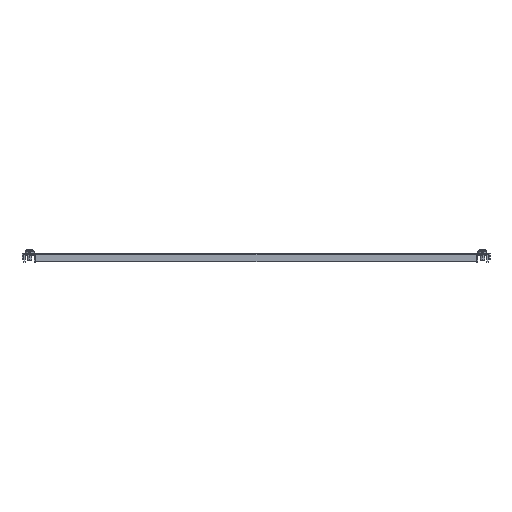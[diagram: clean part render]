
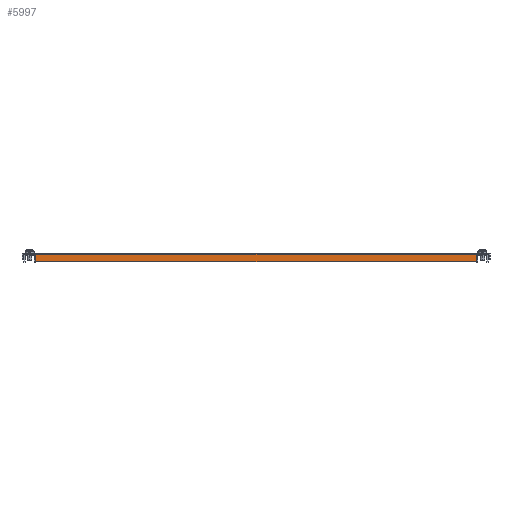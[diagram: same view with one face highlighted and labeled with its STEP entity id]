
A CAD part, left-side view. The second image highlights one B-rep face of the part: STEP entity #5997.
In plain terms, the highlighted planar face has unit normal (-1, 0, 0).
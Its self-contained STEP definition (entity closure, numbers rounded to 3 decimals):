
#117 = VECTOR ( 'NONE', #384, 1000. ) ;
#384 = DIRECTION ( 'NONE',  ( 0., 1., 0. ) ) ;
#409 = VECTOR ( 'NONE', #3146, 1000. ) ;
#467 = EDGE_CURVE ( 'NONE', #6251, #3657, #6517, .T. ) ;
#564 = DIRECTION ( 'NONE',  ( 0., 0., -1. ) ) ;
#893 = VERTEX_POINT ( 'NONE', #2177 ) ;
#901 = CARTESIAN_POINT ( 'NONE',  ( -420., 191.5, 11.5 ) ) ;
#1207 = DIRECTION ( 'NONE',  ( 1., 0., 0. ) ) ;
#1256 = PLANE ( 'NONE',  #4806 ) ;
#1276 = VECTOR ( 'NONE', #2137, 1000. ) ;
#1445 = CARTESIAN_POINT ( 'NONE',  ( -420., 191.5, 11.5 ) ) ;
#1867 = ORIENTED_EDGE ( 'NONE', *, *, #4356, .T. ) ;
#2137 = DIRECTION ( 'NONE',  ( 0., 0., 1. ) ) ;
#2177 = CARTESIAN_POINT ( 'NONE',  ( -420., -391.5, 0.75 ) ) ;
#2522 = ORIENTED_EDGE ( 'NONE', *, *, #8353, .T. ) ;
#2846 = CARTESIAN_POINT ( 'NONE',  ( -420., -391.5, 11.5 ) ) ;
#2864 = CARTESIAN_POINT ( 'NONE',  ( -420., -391.5, 9. ) ) ;
#2961 = DIRECTION ( 'NONE',  ( 0., 0., -1. ) ) ;
#3146 = DIRECTION ( 'NONE',  ( 0., 0., 1. ) ) ;
#3295 = EDGE_CURVE ( 'NONE', #4276, #8570, #6120, .T. ) ;
#3518 = VECTOR ( 'NONE', #6883, 1000. ) ;
#3657 = VERTEX_POINT ( 'NONE', #2846 ) ;
#3737 = LINE ( 'NONE', #8128, #5450 ) ;
#3937 = LINE ( 'NONE', #9151, #9393 ) ;
#4128 = EDGE_CURVE ( 'NONE', #7525, #893, #7565, .T. ) ;
#4176 = CARTESIAN_POINT ( 'NONE',  ( -420., 191.5, 0.75 ) ) ;
#4276 = VERTEX_POINT ( 'NONE', #7714 ) ;
#4356 = EDGE_CURVE ( 'NONE', #3657, #8570, #4819, .T. ) ;
#4543 = ORIENTED_EDGE ( 'NONE', *, *, #3295, .F. ) ;
#4806 = AXIS2_PLACEMENT_3D ( 'NONE', #9441, #1207, #564 ) ;
#4819 = LINE ( 'NONE', #7069, #117 ) ;
#4837 = ORIENTED_EDGE ( 'NONE', *, *, #6261, .T. ) ;
#4862 = ORIENTED_EDGE ( 'NONE', *, *, #467, .T. ) ;
#5450 = VECTOR ( 'NONE', #2961, 1000. ) ;
#5963 = ORIENTED_EDGE ( 'NONE', *, *, #4128, .T. ) ;
#5997 = ADVANCED_FACE ( 'NONE', ( #7255 ), #1256, .F. ) ;
#6120 = LINE ( 'NONE', #901, #409 ) ;
#6251 = VERTEX_POINT ( 'NONE', #8863 ) ;
#6261 = EDGE_CURVE ( 'NONE', #4276, #7525, #3737, .T. ) ;
#6517 = LINE ( 'NONE', #2864, #1276 ) ;
#6883 = DIRECTION ( 'NONE',  ( 0., -1., 0. ) ) ;
#7069 = CARTESIAN_POINT ( 'NONE',  ( -420., -100., 11.5 ) ) ;
#7255 = FACE_OUTER_BOUND ( 'NONE', #9312, .T. ) ;
#7464 = CARTESIAN_POINT ( 'NONE',  ( -420., -100., 0.75 ) ) ;
#7525 = VERTEX_POINT ( 'NONE', #4176 ) ;
#7565 = LINE ( 'NONE', #7464, #3518 ) ;
#7714 = CARTESIAN_POINT ( 'NONE',  ( -420., 191.5, 9. ) ) ;
#8128 = CARTESIAN_POINT ( 'NONE',  ( -420., 191.5, 11.5 ) ) ;
#8353 = EDGE_CURVE ( 'NONE', #893, #6251, #3937, .T. ) ;
#8441 = DIRECTION ( 'NONE',  ( 0., 0., 1. ) ) ;
#8570 = VERTEX_POINT ( 'NONE', #1445 ) ;
#8863 = CARTESIAN_POINT ( 'NONE',  ( -420., -391.5, 9. ) ) ;
#9151 = CARTESIAN_POINT ( 'NONE',  ( -420., -391.5, 11.5 ) ) ;
#9312 = EDGE_LOOP ( 'NONE', ( #2522, #4862, #1867, #4543, #4837, #5963 ) ) ;
#9393 = VECTOR ( 'NONE', #8441, 1000. ) ;
#9441 = CARTESIAN_POINT ( 'NONE',  ( -420., -100., 11.5 ) ) ;
